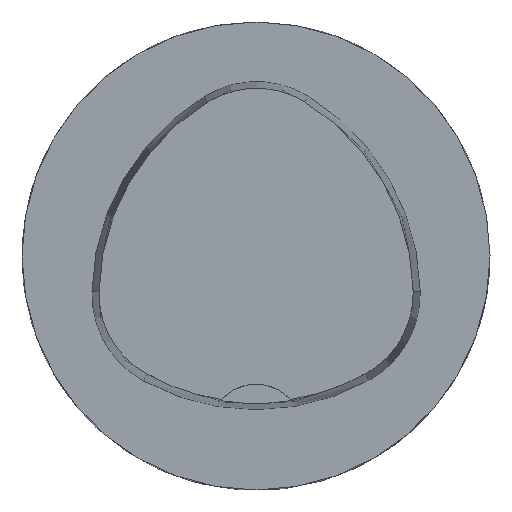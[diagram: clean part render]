
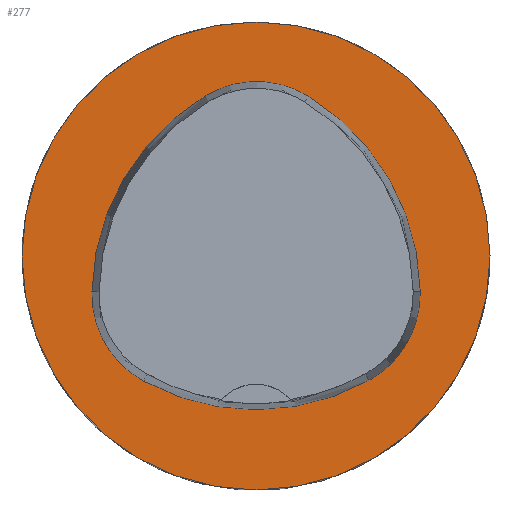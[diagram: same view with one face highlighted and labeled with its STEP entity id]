
A CAD part, top view. The second image highlights one B-rep face of the part: STEP entity #277.
In plain terms, the highlighted planar face has unit normal (0, 0, 1).
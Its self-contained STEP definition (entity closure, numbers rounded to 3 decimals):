
#128=FACE_BOUND('',#523,.T.);
#129=FACE_BOUND('',#524,.T.);
#180=CIRCLE('',#1808,20.);
#181=CIRCLE('',#1818,20.);
#183=CIRCLE('',#1821,8.5);
#185=CIRCLE('',#1824,20.);
#187=CIRCLE('',#1827,8.5);
#190=CIRCLE('',#1831,20.);
#193=CIRCLE('',#1835,8.5);
#277=ADVANCED_FACE('',(#128,#129),#359,.T.);
#359=PLANE('',#1840);
#523=EDGE_LOOP('',(#801,#802,#803,#804,#805,#806));
#524=EDGE_LOOP('',(#807));
#801=ORIENTED_EDGE('',*,*,#1353,.F.);
#802=ORIENTED_EDGE('',*,*,#1348,.F.);
#803=ORIENTED_EDGE('',*,*,#1343,.F.);
#804=ORIENTED_EDGE('',*,*,#1340,.F.);
#805=ORIENTED_EDGE('',*,*,#1337,.F.);
#806=ORIENTED_EDGE('',*,*,#1333,.F.);
#807=ORIENTED_EDGE('',*,*,#1316,.T.);
#1148=VERTEX_POINT('',#2695);
#1165=VERTEX_POINT('',#2730);
#1166=VERTEX_POINT('',#2731);
#1169=VERTEX_POINT('',#2739);
#1171=VERTEX_POINT('',#2745);
#1173=VERTEX_POINT('',#2751);
#1177=VERTEX_POINT('',#2764);
#1316=EDGE_CURVE('',#1148,#1148,#180,.T.);
#1333=EDGE_CURVE('',#1165,#1166,#181,.T.);
#1337=EDGE_CURVE('',#1166,#1169,#183,.T.);
#1340=EDGE_CURVE('',#1169,#1171,#185,.T.);
#1343=EDGE_CURVE('',#1171,#1173,#187,.T.);
#1348=EDGE_CURVE('',#1173,#1177,#190,.T.);
#1353=EDGE_CURVE('',#1177,#1165,#193,.T.);
#1808=AXIS2_PLACEMENT_3D('',#2694,#2101,#2102);
#1818=AXIS2_PLACEMENT_3D('',#2729,#2129,#2130);
#1821=AXIS2_PLACEMENT_3D('',#2738,#2137,#2138);
#1824=AXIS2_PLACEMENT_3D('',#2744,#2144,#2145);
#1827=AXIS2_PLACEMENT_3D('',#2750,#2151,#2152);
#1831=AXIS2_PLACEMENT_3D('',#2763,#2160,#2161);
#1835=AXIS2_PLACEMENT_3D('',#2776,#2169,#2170);
#1840=AXIS2_PLACEMENT_3D('',#2781,#2179,#2180);
#2101=DIRECTION('',(0.,0.,1.));
#2102=DIRECTION('',(1.,0.,0.));
#2129=DIRECTION('',(0.,0.,1.));
#2130=DIRECTION('',(1.,0.,0.));
#2137=DIRECTION('',(0.,0.,1.));
#2138=DIRECTION('',(1.,0.,0.));
#2144=DIRECTION('',(0.,0.,1.));
#2145=DIRECTION('',(1.,0.,0.));
#2151=DIRECTION('',(0.,0.,1.));
#2152=DIRECTION('',(1.,0.,0.));
#2160=DIRECTION('',(0.,0.,1.));
#2161=DIRECTION('',(1.,0.,0.));
#2169=DIRECTION('',(0.,0.,1.));
#2170=DIRECTION('',(1.,0.,0.));
#2179=DIRECTION('',(0.,0.,1.));
#2180=DIRECTION('',(-1.,0.,0.));
#2694=CARTESIAN_POINT('',(0.,0.,
0.));
#2695=CARTESIAN_POINT('',(20.,0.,0.));
#2729=CARTESIAN_POINT('',(-5.955,-3.414,0.));
#2730=CARTESIAN_POINT('',(14.041,-3.042,0.));
#2731=CARTESIAN_POINT('',(4.472,13.653,0.));
#2738=CARTESIAN_POINT('',(0.04,6.4,0.));
#2739=CARTESIAN_POINT('',(-4.347,13.68,0.));
#2744=CARTESIAN_POINT('',(5.976,-3.45,0.));
#2745=CARTESIAN_POINT('',(-14.021,-3.075,0.));
#2750=CARTESIAN_POINT('',(-5.522,-3.235,0.));
#2751=CARTESIAN_POINT('',(-9.588,-10.699,0.));
#2763=CARTESIAN_POINT('',(-0.022,6.864,0.));
#2764=CARTESIAN_POINT('',(9.655,-10.639,0.));
#2776=CARTESIAN_POINT('',(5.543,-3.2,0.));
#2781=CARTESIAN_POINT('',(0.,0.,
0.));
